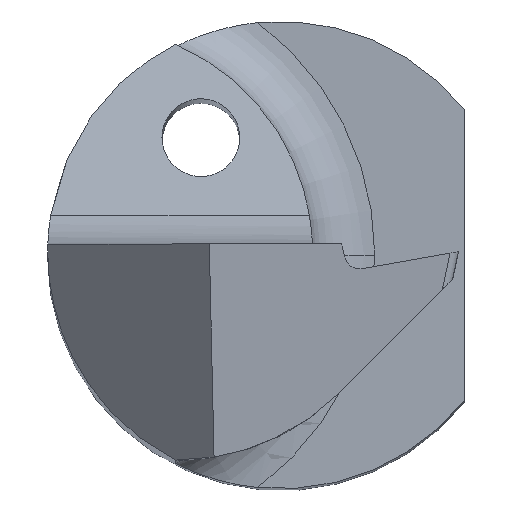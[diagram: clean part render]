
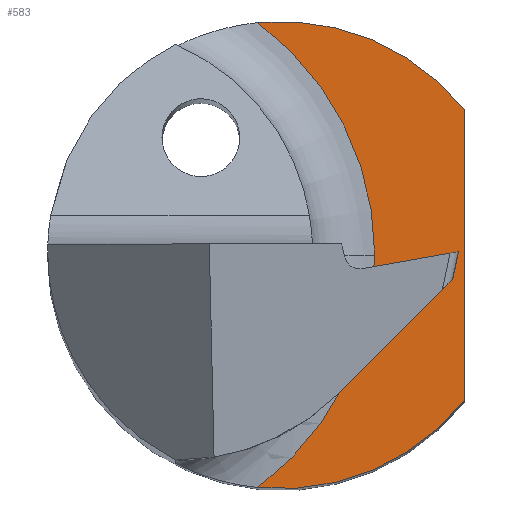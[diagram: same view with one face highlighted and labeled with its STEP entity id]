
A CAD part, top view. The second image highlights one B-rep face of the part: STEP entity #583.
In plain terms, the highlighted planar face has unit normal (0, 0, 1).
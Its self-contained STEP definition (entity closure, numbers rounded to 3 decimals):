
#53 = VERTEX_POINT ( 'NONE', #671 ) ;
#60 = CARTESIAN_POINT ( 'NONE',  ( -0.402, -0.122, 15.005 ) ) ;
#68 = VERTEX_POINT ( 'NONE', #830 ) ;
#73 = DIRECTION ( 'NONE',  ( 0., 0., 1. ) ) ;
#79 = FACE_OUTER_BOUND ( 'NONE', #681, .T. ) ;
#82 = DIRECTION ( 'NONE',  ( 1., 0., 0. ) ) ;
#88 = CARTESIAN_POINT ( 'NONE',  ( 2.35, -1.865, 15.005 ) ) ;
#90 = EDGE_CURVE ( 'NONE', #727, #259, #214, .T. ) ;
#92 = DIRECTION ( 'NONE',  ( 0., 0., -1. ) ) ;
#164 = VECTOR ( 'NONE', #698, 1000. ) ;
#168 = CARTESIAN_POINT ( 'NONE',  ( 2.35, 1.865, 15.005 ) ) ;
#173 = LINE ( 'NONE', #168, #164 ) ;
#199 = CIRCLE ( 'NONE', #324, 3. ) ;
#214 = CIRCLE ( 'NONE', #841, 3.714 ) ;
#236 = EDGE_CURVE ( 'NONE', #259, #978, #199, .T. ) ;
#259 = VERTEX_POINT ( 'NONE', #794 ) ;
#281 = CARTESIAN_POINT ( 'NONE',  ( 0., 0., 15.005 ) ) ;
#313 = CARTESIAN_POINT ( 'NONE',  ( 0., 0., 15.005 ) ) ;
#324 = AXIS2_PLACEMENT_3D ( 'NONE', #281, #704, #406 ) ;
#338 = ORIENTED_EDGE ( 'NONE', *, *, #90, .T. ) ;
#359 = DIRECTION ( 'NONE',  ( 1., 0., 0. ) ) ;
#397 = AXIS2_PLACEMENT_3D ( 'NONE', #60, #73, #359 ) ;
#406 = DIRECTION ( 'NONE',  ( 1., 0., 0. ) ) ;
#444 = ORIENTED_EDGE ( 'NONE', *, *, #914, .T. ) ;
#447 = DIRECTION ( 'NONE',  ( 0., 0., -1. ) ) ;
#464 = CARTESIAN_POINT ( 'NONE',  ( 1.2, 0., 15.005 ) ) ;
#542 = DIRECTION ( 'NONE',  ( 1., 0., 0. ) ) ;
#568 = ORIENTED_EDGE ( 'NONE', *, *, #864, .T. ) ;
#575 = ORIENTED_EDGE ( 'NONE', *, *, #730, .T. ) ;
#583 = ADVANCED_FACE ( 'NONE', ( #79 ), #979, .T. ) ;
#594 = AXIS2_PLACEMENT_3D ( 'NONE', #313, #971, #542 ) ;
#671 = CARTESIAN_POINT ( 'NONE',  ( -0.304, 2.985, 15.005 ) ) ;
#681 = EDGE_LOOP ( 'NONE', ( #568, #575, #338, #737, #444 ) ) ;
#687 = CARTESIAN_POINT ( 'NONE',  ( -2.514, 0., 15.005 ) ) ;
#698 = DIRECTION ( 'NONE',  ( 0., 1., 0. ) ) ;
#704 = DIRECTION ( 'NONE',  ( 0., 0., 1. ) ) ;
#727 = VERTEX_POINT ( 'NONE', #464 ) ;
#730 = EDGE_CURVE ( 'NONE', #53, #727, #836, .T. ) ;
#737 = ORIENTED_EDGE ( 'NONE', *, *, #236, .T. ) ;
#755 = DIRECTION ( 'NONE',  ( 1., 0., 0. ) ) ;
#756 = AXIS2_PLACEMENT_3D ( 'NONE', #769, #92, #82 ) ;
#769 = CARTESIAN_POINT ( 'NONE',  ( -2.514, 0., 15.005 ) ) ;
#794 = CARTESIAN_POINT ( 'NONE',  ( -0.304, -2.985, 15.005 ) ) ;
#830 = CARTESIAN_POINT ( 'NONE',  ( 2.35, 1.865, 15.005 ) ) ;
#836 = CIRCLE ( 'NONE', #756, 3.714 ) ;
#841 = AXIS2_PLACEMENT_3D ( 'NONE', #687, #447, #755 ) ;
#864 = EDGE_CURVE ( 'NONE', #68, #53, #893, .T. ) ;
#893 = CIRCLE ( 'NONE', #594, 3. ) ;
#914 = EDGE_CURVE ( 'NONE', #978, #68, #173, .T. ) ;
#971 = DIRECTION ( 'NONE',  ( 0., 0., 1. ) ) ;
#978 = VERTEX_POINT ( 'NONE', #88 ) ;
#979 = PLANE ( 'NONE',  #397 ) ;
